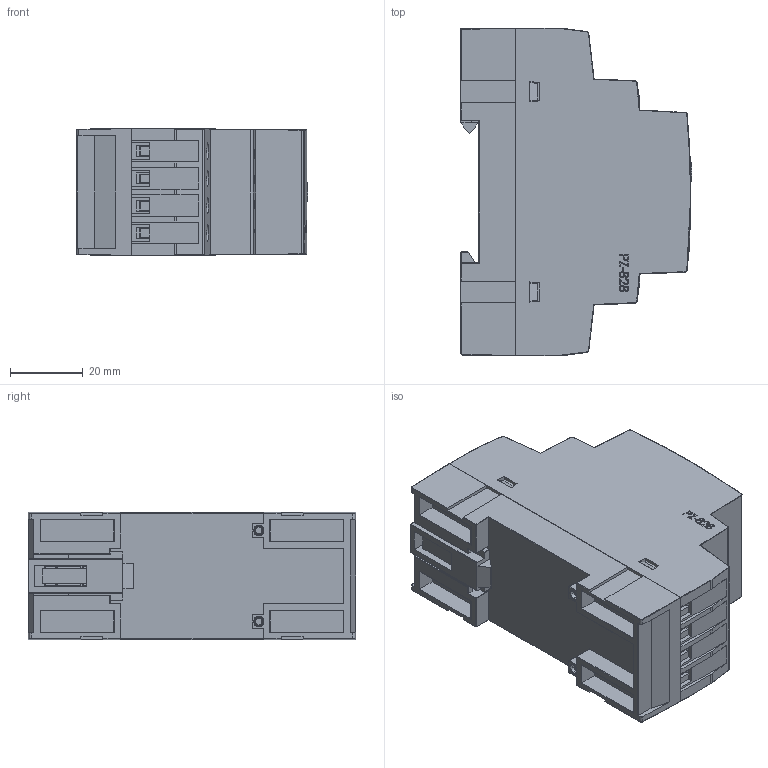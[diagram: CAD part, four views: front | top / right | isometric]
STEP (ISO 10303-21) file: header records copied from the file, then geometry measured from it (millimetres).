
FILE_DESCRIPTION(('STEP AP242'), '1');
FILE_NAME('PZ-828 ñáîðêà', '', ('UNSPECIFIED'), ('UNSPECIFIED'), 'C3D Converter', 'C3D Toolkit', '');
FILE_SCHEMA(('AP242_MANAGED_MODEL_BASED_3D_ENGINEERING_MIM_LF { 1 0 10303 442 1 1 4 }'));
Length unit declared in the file: millimetre
Assembly tree (13 placements, depth 3):
  (unnamed)
    (unnamed)
      (unnamed)
    (unnamed)
    (unnamed)
    (unnamed)
    (unnamed)
    (unnamed)  x4
      (unnamed)
    (unnamed)
Bounding box: 63.48 x 90 x 35 mm (x, y, z)
Volume: 43962 mm3; surface area: 48088.8 mm2
Topology: 29 solids, 29 shells, 1462 faces, 3707 edges, 2335 vertices
Faces by surface type: plane 767, cylinder 245, extrusion 235, bspline 133, cone 41, sphere 22, torus 19
Full cylindrical faces by diameter (mm): 2 x8, 3.5 x8, 4.5 x8, 5.5 x1, 6.5 x1
Entity records: 87659 total; most frequent: CARTESIAN_POINT 58145, ORIENTED_EDGE 6112, DIRECTION 4580, EDGE_CURVE 3056, VECTOR 2110, VERTEX_POINT 1937, LINE 1875, EDGE_LOOP 1314
